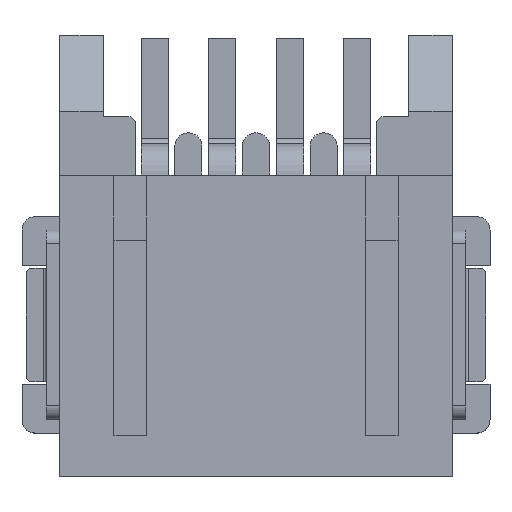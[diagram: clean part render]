
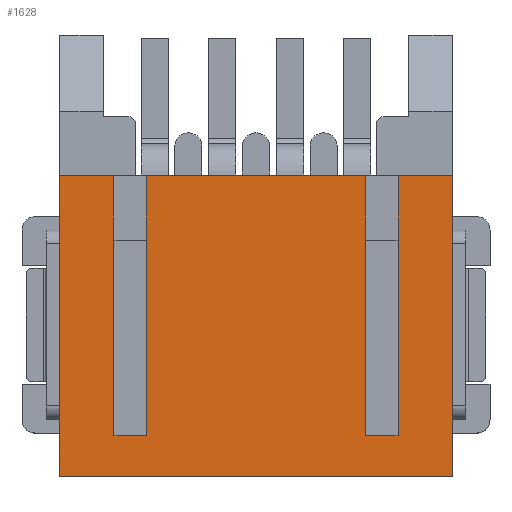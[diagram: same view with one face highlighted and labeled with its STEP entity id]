
A CAD part, top view. The second image highlights one B-rep face of the part: STEP entity #1628.
In plain terms, the highlighted planar face has unit normal (0, 0, 1).
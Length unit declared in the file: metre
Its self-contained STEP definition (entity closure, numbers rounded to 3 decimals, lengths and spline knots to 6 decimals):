
#1376 = EDGE_CURVE( '', #3718, #3719, #3720, .T. );
#1576 = EDGE_CURVE( '', #4065, #3719, #4066, .T. );
#1626 = EDGE_CURVE( '', #3513, #4151, #4152, .T. );
#1628 = ADVANCED_FACE( '', ( #4154 ), #4155, .T. );
#1706 = EDGE_CURVE( '', #4282, #4065, #4283, .T. );
#2562 = EDGE_CURVE( '', #5079, #5401, #5494, .T. );
#2574 = EDGE_CURVE( '', #4282, #3748, #5508, .T. );
#2680 = EDGE_CURVE( '', #4068, #5642, #5643, .T. );
#2722 = EDGE_CURVE( '', #3513, #5299, #5693, .T. );
#2734 = EDGE_CURVE( '', #5079, #3718, #5705, .T. );
#2786 = EDGE_CURVE( '', #4151, #3748, #5769, .T. );
#3208 = EDGE_CURVE( '', #5299, #4068, #6266, .T. );
#3310 = EDGE_CURVE( '', #5401, #5642, #6385, .T. );
#3513 = VERTEX_POINT( '', #6587 );
#3718 = VERTEX_POINT( '', #6867 );
#3719 = VERTEX_POINT( '', #6868 );
#3720 = LINE( '', #6869, #6870 );
#3748 = VERTEX_POINT( '', #6908 );
#4065 = VERTEX_POINT( '', #7335 );
#4066 = LINE( '', #7336, #7337 );
#4068 = VERTEX_POINT( '', #7340 );
#4151 = VERTEX_POINT( '', #7455 );
#4152 = LINE( '', #7456, #7457 );
#4154 = FACE_OUTER_BOUND( '', #7459, .T. );
#4155 = PLANE( '', #7460 );
#4282 = VERTEX_POINT( '', #7632 );
#4283 = LINE( '', #7633, #7634 );
#5079 = VERTEX_POINT( '', #8770 );
#5299 = VERTEX_POINT( '', #9105 );
#5401 = VERTEX_POINT( '', #9261 );
#5494 = LINE( '', #9403, #9404 );
#5508 = LINE( '', #9427, #9428 );
#5642 = VERTEX_POINT( '', #9636 );
#5643 = LINE( '', #9637, #9638 );
#5693 = LINE( '', #9714, #9715 );
#5705 = LINE( '', #9737, #9738 );
#5769 = LINE( '', #9843, #9844 );
#6266 = LINE( '', #10619, #10620 );
#6385 = LINE( '', #10802, #10803 );
#6587 = CARTESIAN_POINT( '', ( 0.003625, -0.005038, 0.004536 ) );
#6867 = CARTESIAN_POINT( '', ( -0.002025, 0.000512, 0.004536 ) );
#6868 = CARTESIAN_POINT( '', ( -0.002025, -0.004288, 0.004536 ) );
#6869 = CARTESIAN_POINT( '', ( -0.002025, 0.000512, 0.004536 ) );
#6870 = VECTOR( '', #11040, 1. );
#6908 = CARTESIAN_POINT( '', ( -0.003625, 0.000512, 0.004536 ) );
#7335 = CARTESIAN_POINT( '', ( -0.002625, -0.004288, 0.004536 ) );
#7336 = CARTESIAN_POINT( '', ( -0.002625, -0.004288, 0.004536 ) );
#7337 = VECTOR( '', #11398, 1. );
#7340 = CARTESIAN_POINT( '', ( 0.002625, 0.000512, 0.004536 ) );
#7455 = CARTESIAN_POINT( '', ( -0.003625, -0.005038, 0.004536 ) );
#7456 = CARTESIAN_POINT( '', ( 0.003625, -0.005038, 0.004536 ) );
#7457 = VECTOR( '', #11476, 1. );
#7459 = EDGE_LOOP( '', ( #11478, #11479, #11480, #11481, #11482, #11483, #11484, #11485, #11486, #11487, #11488, #11489 ) );
#7460 = AXIS2_PLACEMENT_3D( '', #11490, #11491, #11492 );
#7632 = CARTESIAN_POINT( '', ( -0.002625, 0.000512, 0.004536 ) );
#7633 = CARTESIAN_POINT( '', ( -0.002625, 0.000512, 0.004536 ) );
#7634 = VECTOR( '', #11611, 1. );
#8770 = CARTESIAN_POINT( '', ( 0.002025, 0.000512, 0.004536 ) );
#9105 = CARTESIAN_POINT( '', ( 0.003625, 0.000512, 0.004536 ) );
#9261 = CARTESIAN_POINT( '', ( 0.002025, -0.004288, 0.004536 ) );
#9403 = CARTESIAN_POINT( '', ( 0.002025, 0.000512, 0.004536 ) );
#9404 = VECTOR( '', #13016, 1. );
#9427 = CARTESIAN_POINT( '', ( -0.002625, 0.000512, 0.004536 ) );
#9428 = VECTOR( '', #13029, 1. );
#9636 = CARTESIAN_POINT( '', ( 0.002625, -0.004288, 0.004536 ) );
#9637 = CARTESIAN_POINT( '', ( 0.002625, 0.000512, 0.004536 ) );
#9638 = VECTOR( '', #13203, 1. );
#9714 = CARTESIAN_POINT( '', ( 0.003625, -0.005038, 0.004536 ) );
#9715 = VECTOR( '', #13288, 1. );
#9737 = CARTESIAN_POINT( '', ( 0.002025, 0.000512, 0.004536 ) );
#9738 = VECTOR( '', #13296, 1. );
#9843 = CARTESIAN_POINT( '', ( -0.003625, -0.005038, 0.004536 ) );
#9844 = VECTOR( '', #13395, 1. );
#10619 = CARTESIAN_POINT( '', ( 0.003625, 0.000512, 0.004536 ) );
#10620 = VECTOR( '', #14118, 1. );
#10802 = CARTESIAN_POINT( '', ( 0.002025, -0.004288, 0.004536 ) );
#10803 = VECTOR( '', #14311, 1. );
#11040 = DIRECTION( '', ( 0., -1., 0. ) );
#11398 = DIRECTION( '', ( 1., 0., 0. ) );
#11476 = DIRECTION( '', ( -1., 0., 0. ) );
#11478 = ORIENTED_EDGE( '', *, *, #2574, .T. );
#11479 = ORIENTED_EDGE( '', *, *, #2786, .F. );
#11480 = ORIENTED_EDGE( '', *, *, #1626, .F. );
#11481 = ORIENTED_EDGE( '', *, *, #2722, .T. );
#11482 = ORIENTED_EDGE( '', *, *, #3208, .T. );
#11483 = ORIENTED_EDGE( '', *, *, #2680, .T. );
#11484 = ORIENTED_EDGE( '', *, *, #3310, .F. );
#11485 = ORIENTED_EDGE( '', *, *, #2562, .F. );
#11486 = ORIENTED_EDGE( '', *, *, #2734, .T. );
#11487 = ORIENTED_EDGE( '', *, *, #1376, .T. );
#11488 = ORIENTED_EDGE( '', *, *, #1576, .F. );
#11489 = ORIENTED_EDGE( '', *, *, #1706, .F. );
#11490 = CARTESIAN_POINT( '', ( 0.003625, -0.005038, 0.004536 ) );
#11491 = DIRECTION( '', ( 0., 0., 1. ) );
#11492 = DIRECTION( '', ( 1., 0., 0. ) );
#11611 = DIRECTION( '', ( 0., -1., 0. ) );
#13016 = DIRECTION( '', ( 0., -1., 0. ) );
#13029 = DIRECTION( '', ( -1., 0., 0. ) );
#13203 = DIRECTION( '', ( 0., -1., 0. ) );
#13288 = DIRECTION( '', ( 0., 1., 0. ) );
#13296 = DIRECTION( '', ( -1., 0., 0. ) );
#13395 = DIRECTION( '', ( 0., 1., 0. ) );
#14118 = DIRECTION( '', ( -1., 0., 0. ) );
#14311 = DIRECTION( '', ( 1., 0., 0. ) );
